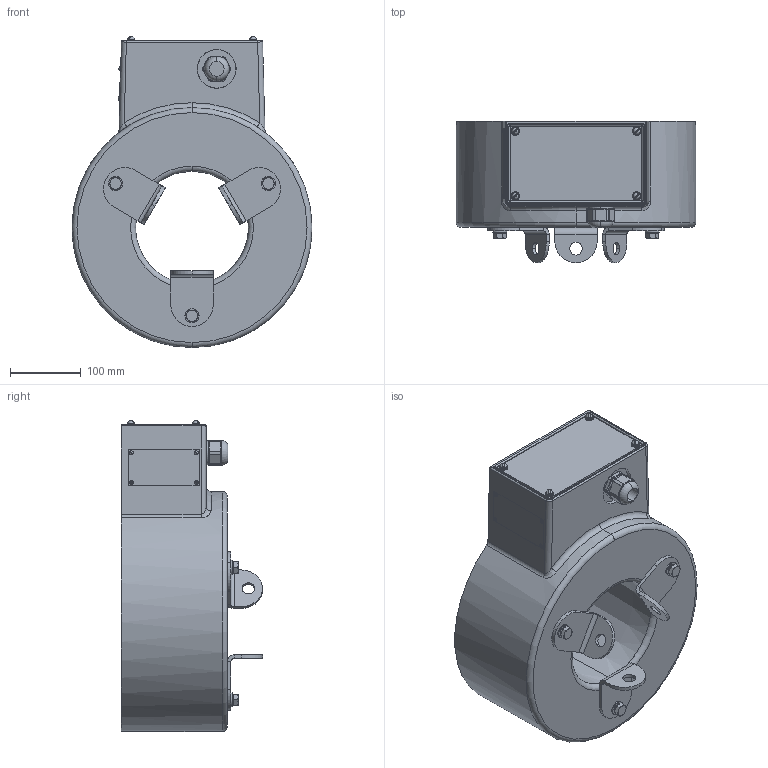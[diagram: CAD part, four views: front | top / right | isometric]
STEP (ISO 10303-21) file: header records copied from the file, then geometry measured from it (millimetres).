
FILE_DESCRIPTION (( 'STEP AP203' ), '1' );
FILE_NAME ('1藤.671236.017.STEP', '2022-08-02T03:31:38', ( '' ), ( '' ), 'SwSTEP 2.0', 'SolidWorks 2010', '' );
FILE_SCHEMA (( 'CONFIG_CONTROL_DESIGN' ));
Length unit declared in the file: millimetre
Products named in the file (1): 1藤.671236.017
Bounding box: 340 x 200 x 440.92 mm (x, y, z)
Surface area: 492966.6 mm2 (no closed solid volume)
Topology: 0 solids, 35 shells, 343 faces, 903 edges, 575 vertices
Faces by surface type: cylinder 126, plane 118, sphere 33, torus 30, cone 22, bspline 14
Entity records: 11388 total; most frequent: CARTESIAN_POINT 2841, DIRECTION 1992, ORIENTED_EDGE 1498, EDGE_CURVE 903, AXIS2_PLACEMENT_3D 834, VERTEX_POINT 575, CIRCLE 504, EDGE_LOOP 380
